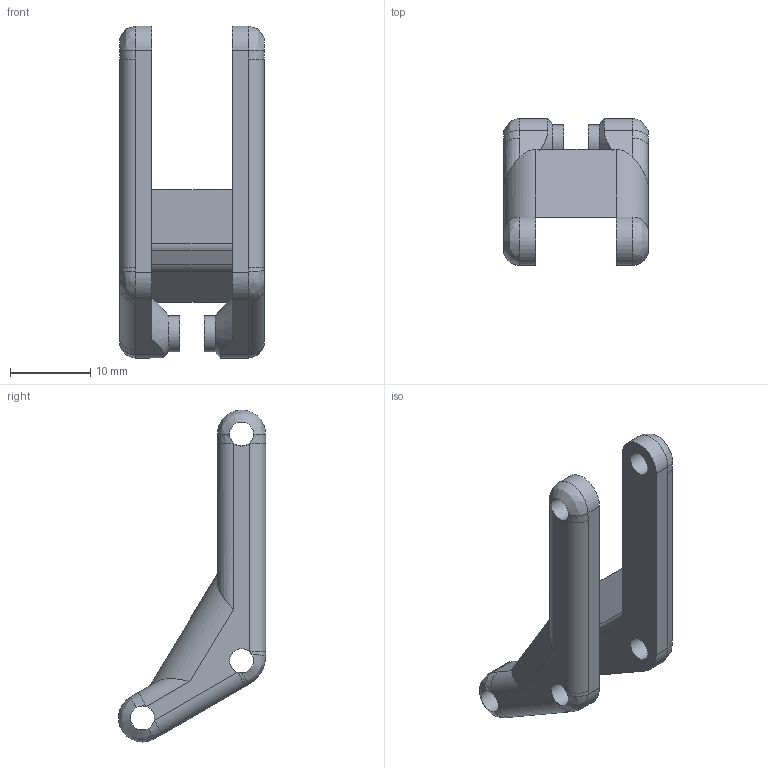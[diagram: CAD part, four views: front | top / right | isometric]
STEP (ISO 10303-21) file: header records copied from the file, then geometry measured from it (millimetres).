
FILE_DESCRIPTION(/* description */ (''),/* implementation_level */ '2;1');
FILE_NAME(/* name */ 'Finger proximal phalanx.stp',/* time_stamp */ '2020-08-20T18:26:05+01:00',/* author */ ('ferrerx'),/* organization */ (''),/* preprocessor_version */ 'ST-DEVELOPER v18',/* originating_system */ 'Autodesk Inventor 2020',/* authorisation */ '');
FILE_SCHEMA (('AUTOMOTIVE_DESIGN { 1 0 10303 214 3 1 1 }'));
Length unit declared in the file: millimetre
Products named in the file (1): Finger proximal phalanx
Bounding box: 18 x 18.36 x 41.4 mm (x, y, z)
Volume: 2657.7 mm3; surface area: 2471.4 mm2
Topology: 1 solids, 1 shells, 64 faces, 175 edges, 107 vertices
Faces by surface type: cylinder 26, plane 18, bspline 18, cone 2
Full cylindrical faces by diameter (mm): 3 x6, 4.5 x2
Entity records: 2628 total; most frequent: CARTESIAN_POINT 1004, ORIENTED_EDGE 350, DIRECTION 332, EDGE_CURVE 175, AXIS2_PLACEMENT_3D 135, VERTEX_POINT 107, CIRCLE 84, EDGE_LOOP 70
